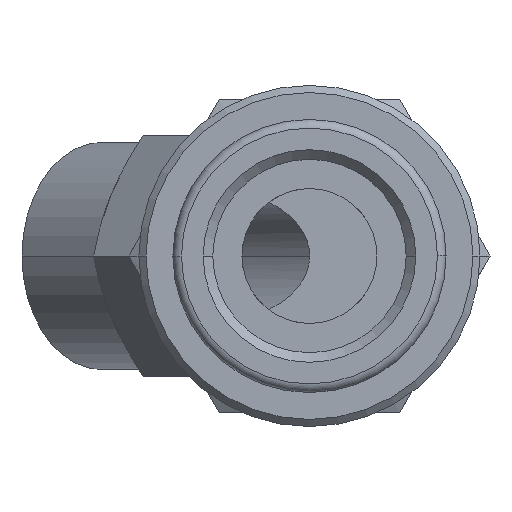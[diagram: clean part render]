
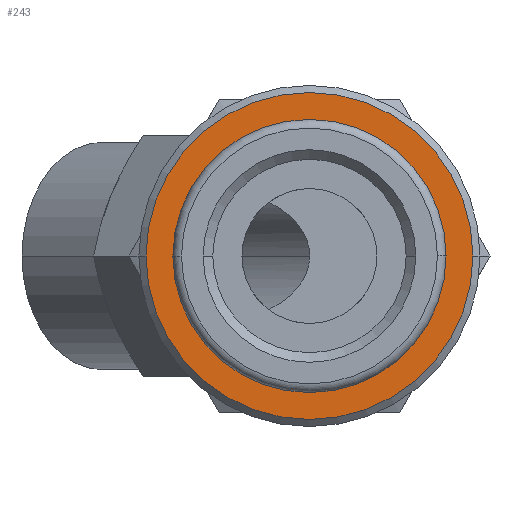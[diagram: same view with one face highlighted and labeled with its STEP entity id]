
A CAD part, front view. The second image highlights one B-rep face of the part: STEP entity #243.
In plain terms, the highlighted planar face has unit normal (0, -1, 0).
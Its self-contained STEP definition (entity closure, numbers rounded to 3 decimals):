
#243=ADVANCED_FACE('',(#511,#512),#513,.T.);
#511=FACE_BOUND('',#798,.T.);
#512=FACE_OUTER_BOUND('',#799,.T.);
#513=PLANE('',#800);
#798=EDGE_LOOP('',(#1423,#1424));
#799=EDGE_LOOP('',(#1425,#1426));
#800=AXIS2_PLACEMENT_3D('',#1427,#1428,#1429);
#1423=ORIENTED_EDGE('',*,*,#1850,.T.);
#1424=ORIENTED_EDGE('',*,*,#1653,.T.);
#1425=ORIENTED_EDGE('',*,*,#1837,.F.);
#1426=ORIENTED_EDGE('',*,*,#1895,.F.);
#1427=CARTESIAN_POINT('',(5.75,3.6,0.0));
#1428=DIRECTION('',(0.,-1.0,0.0));
#1429=DIRECTION('',(-1.0,0.,0.0));
#1653=EDGE_CURVE('',#1944,#1948,#1950,.T.);
#1837=EDGE_CURVE('',#2228,#2231,#2232,.T.);
#1850=EDGE_CURVE('',#1948,#1944,#2249,.T.);
#1895=EDGE_CURVE('',#2231,#2228,#2303,.T.);
#1944=VERTEX_POINT('',#2355);
#1948=VERTEX_POINT('',#2360);
#1950=CIRCLE('',#2363,9.0);
#2228=VERTEX_POINT('',#3032);
#2231=VERTEX_POINT('',#3036);
#2232=CIRCLE('',#3037,11.5);
#2249=CIRCLE('',#3057,9.0);
#2303=CIRCLE('',#3237,11.5);
#2355=CARTESIAN_POINT('',(9.0,3.6,0.));
#2360=CARTESIAN_POINT('',(-9.0,3.6,0.));
#2363=AXIS2_PLACEMENT_3D('',#3325,#3326,#3327);
#3032=CARTESIAN_POINT('',(11.5,3.6,0.0));
#3036=CARTESIAN_POINT('',(-11.5,3.6,0.));
#3037=AXIS2_PLACEMENT_3D('',#3548,#3549,#3550);
#3057=AXIS2_PLACEMENT_3D('',#3566,#3567,#3568);
#3237=AXIS2_PLACEMENT_3D('',#3617,#3618,#3619);
#3325=CARTESIAN_POINT('',(0.0,3.6,0.0));
#3326=DIRECTION('',(0.,1.0,0.0));
#3327=DIRECTION('',(1.0,0.,0.0));
#3548=CARTESIAN_POINT('',(0.0,3.6,0.0));
#3549=DIRECTION('',(-0.0,1.0,0.0));
#3550=DIRECTION('',(1.0,0.0,0.0));
#3566=CARTESIAN_POINT('',(0.0,3.6,0.0));
#3567=DIRECTION('',(0.,1.0,0.0));
#3568=DIRECTION('',(1.0,0.,0.0));
#3617=CARTESIAN_POINT('',(0.0,3.6,0.0));
#3618=DIRECTION('',(-0.0,1.0,0.0));
#3619=DIRECTION('',(1.0,0.0,0.0));
